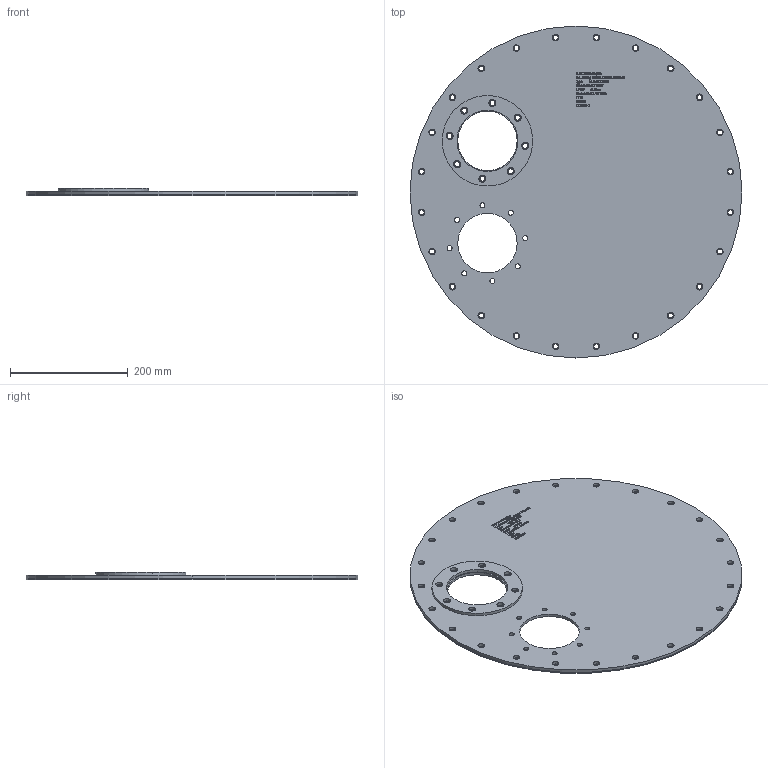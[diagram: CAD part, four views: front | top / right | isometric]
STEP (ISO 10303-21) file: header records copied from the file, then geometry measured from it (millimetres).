
FILE_DESCRIPTION (( 'STEP AP214' ), '1' );
FILE_NAME ('MANCOV201_252628.STEP', '2012-08-23T07:51:53', ( 'Admin2' ), ( '' ), 'SwSTEP 2.0', 'SolidWorks 2010', '' );
FILE_SCHEMA (( 'AUTOMOTIVE_DESIGN' ));
Length unit declared in the file: millimetre
Products named in the file (1): MANCOV201_252628
Bounding box: 565 x 565 x 12 mm (x, y, z)
Surface area: 609975.4 mm2 (no closed solid volume)
Topology: 0 solids, 51 shells, 325 faces, 2365 edges, 2086 vertices
Faces by surface type: cylinder 158, plane 111, bspline 56
Entity records: 36940 total; most frequent: CARTESIAN_POINT 17283, ORIENTED_EDGE 2951, DIRECTION 2485, EDGE_CURVE 2365, VERTEX_POINT 2086, LINE 1313, VECTOR 1313, B_SPLINE_CURVE_WITH_KNOTS 736
